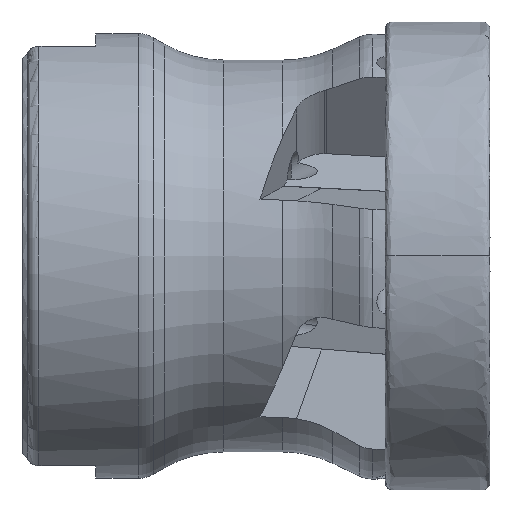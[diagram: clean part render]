
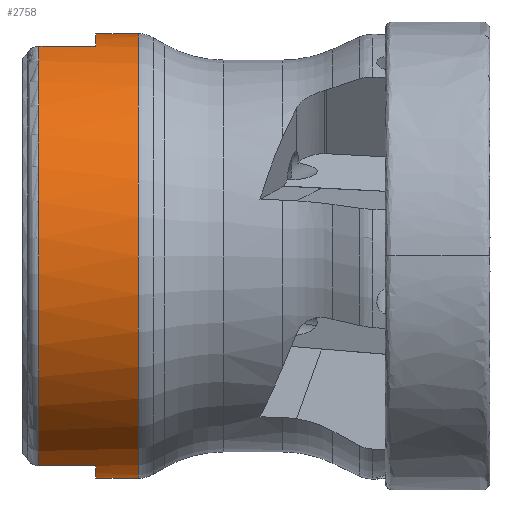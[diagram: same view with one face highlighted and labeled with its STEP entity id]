
A CAD part, front view. The second image highlights one B-rep face of the part: STEP entity #2758.
In plain terms, the highlighted cylindrical face has radius 19 mm (diameter 38 mm), a partial arc.
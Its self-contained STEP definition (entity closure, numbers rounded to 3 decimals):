
#3 = CARTESIAN_POINT ( 'NONE',  ( -37.85, -6.284, 17.931 ) ) ;
#89 = CIRCLE ( 'NONE', #3269, 19. ) ;
#286 = EDGE_CURVE ( 'NONE', #4891, #2218, #6314, .T. ) ;
#502 = DIRECTION ( 'NONE',  ( 1., 0., 0. ) ) ;
#710 = DIRECTION ( 'NONE',  ( 1., 0., 0. ) ) ;
#788 = DIRECTION ( 'NONE',  ( -1., 0., 0. ) ) ;
#884 = CARTESIAN_POINT ( 'NONE',  ( -33., 0., 0. ) ) ;
#946 = VERTEX_POINT ( 'NONE', #8775 ) ;
#1034 = AXIS2_PLACEMENT_3D ( 'NONE', #884, #5636, #1566 ) ;
#1185 = AXIS2_PLACEMENT_3D ( 'NONE', #4572, #502, #5250 ) ;
#1476 = VERTEX_POINT ( 'NONE', #3692 ) ;
#1566 = DIRECTION ( 'NONE',  ( 0., 0., -1. ) ) ;
#1778 = AXIS2_PLACEMENT_3D ( 'NONE', #3560, #7117, #7443 ) ;
#1815 = CARTESIAN_POINT ( 'NONE',  ( -33., 0., -19. ) ) ;
#1829 = EDGE_CURVE ( 'NONE', #4891, #3548, #4208, .T. ) ;
#1918 = DIRECTION ( 'NONE',  ( 1., 0., 0. ) ) ;
#1939 = EDGE_CURVE ( 'NONE', #1476, #2218, #8566, .T. ) ;
#2037 = LINE ( 'NONE', #3588, #5439 ) ;
#2166 = ORIENTED_EDGE ( 'NONE', *, *, #1939, .F. ) ;
#2171 = CARTESIAN_POINT ( 'NONE',  ( -33., -6.284, 17.931 ) ) ;
#2218 = VERTEX_POINT ( 'NONE', #5129 ) ;
#2678 = CARTESIAN_POINT ( 'NONE',  ( 0., -6.284, 17.931 ) ) ;
#2758 = ADVANCED_FACE ( 'NONE', ( #3342 ), #8320, .T. ) ;
#2817 = CARTESIAN_POINT ( 'NONE',  ( -29.35, 0., -19. ) ) ;
#2889 = DIRECTION ( 'NONE',  ( 1., 0., 0. ) ) ;
#2926 = ORIENTED_EDGE ( 'NONE', *, *, #286, .T. ) ;
#3034 = ORIENTED_EDGE ( 'NONE', *, *, #4439, .T. ) ;
#3136 = ORIENTED_EDGE ( 'NONE', *, *, #4917, .T. ) ;
#3269 = AXIS2_PLACEMENT_3D ( 'NONE', #6954, #2889, #7648 ) ;
#3342 = FACE_OUTER_BOUND ( 'NONE', #3582, .T. ) ;
#3371 = CIRCLE ( 'NONE', #1185, 19. ) ;
#3548 = VERTEX_POINT ( 'NONE', #2171 ) ;
#3560 = CARTESIAN_POINT ( 'NONE',  ( -37.85, 0., 0. ) ) ;
#3582 = EDGE_LOOP ( 'NONE', ( #7616, #3034, #5567, #2926, #2166, #4312, #3136, #7302 ) ) ;
#3588 = CARTESIAN_POINT ( 'NONE',  ( 0., 0., 19. ) ) ;
#3686 = VERTEX_POINT ( 'NONE', #5742 ) ;
#3692 = CARTESIAN_POINT ( 'NONE',  ( -33., -6.284, -17.931 ) ) ;
#3902 = CARTESIAN_POINT ( 'NONE',  ( 0., 0., 0. ) ) ;
#4152 = EDGE_CURVE ( 'NONE', #3686, #5955, #3371, .T. ) ;
#4208 = LINE ( 'NONE', #2678, #5810 ) ;
#4312 = ORIENTED_EDGE ( 'NONE', *, *, #8119, .F. ) ;
#4439 = EDGE_CURVE ( 'NONE', #946, #3548, #89, .T. ) ;
#4537 = AXIS2_PLACEMENT_3D ( 'NONE', #3902, #1918, #8647 ) ;
#4572 = CARTESIAN_POINT ( 'NONE',  ( -29.35, 0., 0. ) ) ;
#4891 = VERTEX_POINT ( 'NONE', #3 ) ;
#4917 = EDGE_CURVE ( 'NONE', #5278, #5955, #8578, .T. ) ;
#4962 = VECTOR ( 'NONE', #710, 1000. ) ;
#5129 = CARTESIAN_POINT ( 'NONE',  ( -37.85, -6.284, -17.931 ) ) ;
#5250 = DIRECTION ( 'NONE',  ( 0., 0., -1. ) ) ;
#5278 = VERTEX_POINT ( 'NONE', #1815 ) ;
#5439 = VECTOR ( 'NONE', #8324, 1000. ) ;
#5457 = CARTESIAN_POINT ( 'NONE',  ( 0., 0., -19. ) ) ;
#5567 = ORIENTED_EDGE ( 'NONE', *, *, #1829, .F. ) ;
#5636 = DIRECTION ( 'NONE',  ( -1., 0., 0. ) ) ;
#5742 = CARTESIAN_POINT ( 'NONE',  ( -29.35, 0., 19. ) ) ;
#5810 = VECTOR ( 'NONE', #7431, 1000. ) ;
#5955 = VERTEX_POINT ( 'NONE', #2817 ) ;
#6159 = CIRCLE ( 'NONE', #1034, 19. ) ;
#6314 = CIRCLE ( 'NONE', #1778, 19. ) ;
#6761 = VECTOR ( 'NONE', #788, 1000. ) ;
#6954 = CARTESIAN_POINT ( 'NONE',  ( -33., 0., 0. ) ) ;
#7117 = DIRECTION ( 'NONE',  ( 1., 0., 0. ) ) ;
#7267 = EDGE_CURVE ( 'NONE', #946, #3686, #2037, .T. ) ;
#7302 = ORIENTED_EDGE ( 'NONE', *, *, #4152, .F. ) ;
#7431 = DIRECTION ( 'NONE',  ( 1., 0., 0. ) ) ;
#7443 = DIRECTION ( 'NONE',  ( 0., 0., -1. ) ) ;
#7544 = CARTESIAN_POINT ( 'NONE',  ( 0., -6.284, -17.931 ) ) ;
#7616 = ORIENTED_EDGE ( 'NONE', *, *, #7267, .F. ) ;
#7648 = DIRECTION ( 'NONE',  ( 0., 0., 1. ) ) ;
#8119 = EDGE_CURVE ( 'NONE', #5278, #1476, #6159, .T. ) ;
#8320 = CYLINDRICAL_SURFACE ( 'NONE', #4537, 19. ) ;
#8324 = DIRECTION ( 'NONE',  ( 1., 0., 0. ) ) ;
#8566 = LINE ( 'NONE', #7544, #6761 ) ;
#8578 = LINE ( 'NONE', #5457, #4962 ) ;
#8647 = DIRECTION ( 'NONE',  ( 0., 0., -1. ) ) ;
#8775 = CARTESIAN_POINT ( 'NONE',  ( -33., 0., 19. ) ) ;
